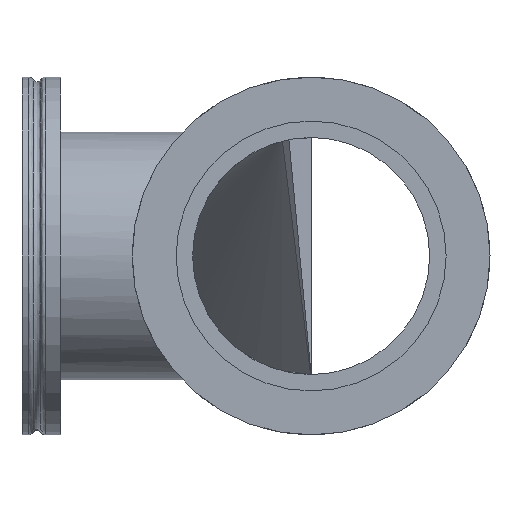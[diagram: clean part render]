
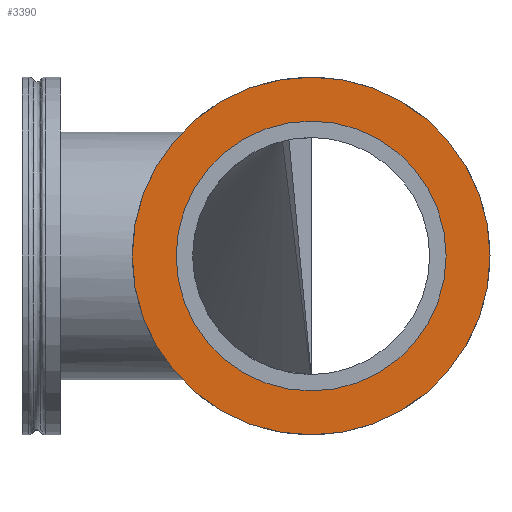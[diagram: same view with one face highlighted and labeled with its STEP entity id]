
A CAD part, left-side view. The second image highlights one B-rep face of the part: STEP entity #3390.
In plain terms, the highlighted face is planar.
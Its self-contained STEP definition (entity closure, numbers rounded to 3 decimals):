
#73 = DIRECTION ( 'NONE',  ( 0., 0., 1. ) ) ;
#174 = DIRECTION ( 'NONE',  ( 0., 0., -1. ) ) ;
#212 = CARTESIAN_POINT ( 'NONE',  ( 0., 0., 0. ) ) ;
#737 = AXIS2_PLACEMENT_3D ( 'NONE', #212, #2287, #2551 ) ;
#829 = DIRECTION ( 'NONE',  ( 0., 1., 0. ) ) ;
#917 = ORIENTED_EDGE ( 'NONE', *, *, #1618, .T. ) ;
#1511 = CIRCLE ( 'NONE', #737, 55. ) ;
#1559 = VERTEX_POINT ( 'NONE', #1662 ) ;
#1618 = EDGE_CURVE ( 'NONE', #1559, #1559, #3104, .T. ) ;
#1658 = CARTESIAN_POINT ( 'NONE',  ( 0., 0., 0. ) ) ;
#1662 = CARTESIAN_POINT ( 'NONE',  ( 0., 0., -41.5 ) ) ;
#1721 = AXIS2_PLACEMENT_3D ( 'NONE', #1658, #1951, #174 ) ;
#1951 = DIRECTION ( 'NONE',  ( 0., -1., 0. ) ) ;
#1982 = ORIENTED_EDGE ( 'NONE', *, *, #2793, .T. ) ;
#2133 = PLANE ( 'NONE',  #3325 ) ;
#2287 = DIRECTION ( 'NONE',  ( 0., 1., 0. ) ) ;
#2379 = FACE_OUTER_BOUND ( 'NONE', #3400, .T. ) ;
#2454 = EDGE_LOOP ( 'NONE', ( #917 ) ) ;
#2475 = FACE_BOUND ( 'NONE', #2454, .T. ) ;
#2551 = DIRECTION ( 'NONE',  ( 0., 0., -1. ) ) ;
#2698 = CARTESIAN_POINT ( 'NONE',  ( 0., 0., -55. ) ) ;
#2793 = EDGE_CURVE ( 'NONE', #3053, #3053, #1511, .T. ) ;
#3053 = VERTEX_POINT ( 'NONE', #2698 ) ;
#3104 = CIRCLE ( 'NONE', #1721, 41.5 ) ;
#3217 = CARTESIAN_POINT ( 'NONE',  ( 0., 0., 0. ) ) ;
#3325 = AXIS2_PLACEMENT_3D ( 'NONE', #3217, #829, #73 ) ;
#3390 = ADVANCED_FACE ( 'NONE', ( #2475, #2379 ), #2133, .T. ) ;
#3400 = EDGE_LOOP ( 'NONE', ( #1982 ) ) ;
